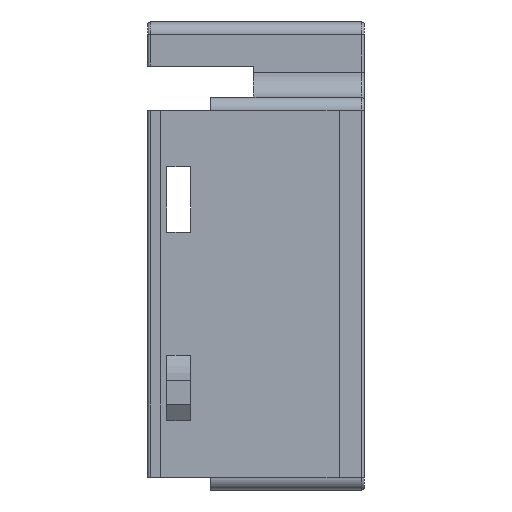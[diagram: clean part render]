
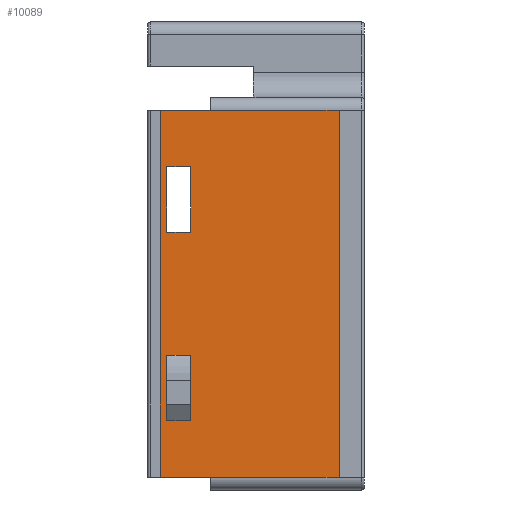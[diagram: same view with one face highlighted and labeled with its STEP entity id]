
A CAD part, left-side view. The second image highlights one B-rep face of the part: STEP entity #10089.
In plain terms, the highlighted planar face has unit normal (-1, 0, 0).
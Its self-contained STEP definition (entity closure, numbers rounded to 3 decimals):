
#3755=DIRECTION('',(0.,-1.,0.));
#3756=VECTOR('',#3755,1.9);
#3757=CARTESIAN_POINT('',(-17.25,7.1,-10.095));
#3758=LINE('',#3757,#3756);
#3762=DIRECTION('',(0.,0.,1.));
#3763=VECTOR('',#3762,5.2);
#3764=CARTESIAN_POINT('',(-17.25,5.2,-10.095));
#3765=LINE('',#3764,#3763);
#3769=DIRECTION('',(0.,1.,0.));
#3770=VECTOR('',#3769,1.9);
#3771=CARTESIAN_POINT('',(-17.25,5.2,-4.895));
#3772=LINE('',#3771,#3770);
#3776=DIRECTION('',(0.,0.,-1.));
#3777=VECTOR('',#3776,5.2);
#3778=CARTESIAN_POINT('',(-17.25,7.1,-4.895));
#3779=LINE('',#3778,#3777);
#3783=DIRECTION('',(0.,-1.,0.));
#3784=VECTOR('',#3783,1.9);
#3785=CARTESIAN_POINT('',(-17.25,7.1,4.895));
#3786=LINE('',#3785,#3784);
#3790=DIRECTION('',(0.,0.,1.));
#3791=VECTOR('',#3790,5.2);
#3792=CARTESIAN_POINT('',(-17.25,5.2,4.895));
#3793=LINE('',#3792,#3791);
#3797=DIRECTION('',(0.,1.,0.));
#3798=VECTOR('',#3797,1.9);
#3799=CARTESIAN_POINT('',(-17.25,5.2,10.095));
#3800=LINE('',#3799,#3798);
#3804=DIRECTION('',(0.,0.,-1.));
#3805=VECTOR('',#3804,5.2);
#3806=CARTESIAN_POINT('',(-17.25,7.1,10.095));
#3807=LINE('',#3806,#3805);
#3811=DIRECTION('',(0.,-1.,0.));
#3812=VECTOR('',#3811,4.);
#3813=CARTESIAN_POINT('',(-17.25,7.6,14.58));
#3814=LINE('',#3813,#3812);
#3818=DIRECTION('',(0.,0.,1.));
#3819=VECTOR('',#3818,0.02);
#3820=CARTESIAN_POINT('',(-17.25,3.6,14.58));
#3821=LINE('',#3820,#3819);
#3825=DIRECTION('',(0.,1.,0.));
#3826=VECTOR('',#3825,10.2);
#3827=CARTESIAN_POINT('',(-17.25,-6.6,14.6));
#3828=LINE('',#3827,#3826);
#3832=DIRECTION('',(0.,0.,1.));
#3833=VECTOR('',#3832,29.2);
#3834=CARTESIAN_POINT('',(-17.25,-6.6,-14.6));
#3835=LINE('',#3834,#3833);
#3839=DIRECTION('',(0.,-1.,0.));
#3840=VECTOR('',#3839,10.2);
#3841=CARTESIAN_POINT('',(-17.25,3.6,-14.6));
#3842=LINE('',#3841,#3840);
#3846=DIRECTION('',(0.,0.,1.));
#3847=VECTOR('',#3846,0.02);
#3848=CARTESIAN_POINT('',(-17.25,3.6,-14.6));
#3849=LINE('',#3848,#3847);
#3853=DIRECTION('',(0.,-1.,0.));
#3854=VECTOR('',#3853,4.);
#3855=CARTESIAN_POINT('',(-17.25,7.6,-14.58));
#3856=LINE('',#3855,#3854);
#3860=DIRECTION('',(0.,0.,-1.));
#3861=VECTOR('',#3860,29.16);
#3862=CARTESIAN_POINT('',(-17.25,7.6,14.58));
#3863=LINE('',#3862,#3861);
#7755=CARTESIAN_POINT('',(-17.25,-6.6,-14.6));
#7756=CARTESIAN_POINT('',(-17.25,-6.6,14.6));
#7757=VERTEX_POINT('',#7755);
#7758=VERTEX_POINT('',#7756);
#7779=CARTESIAN_POINT('',(-17.25,7.1,-10.095));
#7780=CARTESIAN_POINT('',(-17.25,5.2,-10.095));
#7781=VERTEX_POINT('',#7779);
#7782=VERTEX_POINT('',#7780);
#7783=CARTESIAN_POINT('',(-17.25,5.2,-4.895));
#7784=VERTEX_POINT('',#7783);
#7785=CARTESIAN_POINT('',(-17.25,7.1,-4.895));
#7786=VERTEX_POINT('',#7785);
#7787=CARTESIAN_POINT('',(-17.25,7.1,4.895));
#7788=CARTESIAN_POINT('',(-17.25,5.2,4.895));
#7789=VERTEX_POINT('',#7787);
#7790=VERTEX_POINT('',#7788);
#7791=CARTESIAN_POINT('',(-17.25,5.2,10.095));
#7792=VERTEX_POINT('',#7791);
#7793=CARTESIAN_POINT('',(-17.25,7.1,10.095));
#7794=VERTEX_POINT('',#7793);
#8351=CARTESIAN_POINT('',(-17.25,7.6,14.58));
#8352=CARTESIAN_POINT('',(-17.25,3.6,14.58));
#8353=VERTEX_POINT('',#8351);
#8354=VERTEX_POINT('',#8352);
#8355=CARTESIAN_POINT('',(-17.25,7.6,-14.58));
#8356=CARTESIAN_POINT('',(-17.25,3.6,-14.58));
#8357=VERTEX_POINT('',#8355);
#8358=VERTEX_POINT('',#8356);
#8359=CARTESIAN_POINT('',(-17.25,3.6,-14.6));
#8360=VERTEX_POINT('',#8359);
#8361=CARTESIAN_POINT('',(-17.25,3.6,14.6));
#8362=VERTEX_POINT('',#8361);
#10052=CARTESIAN_POINT('',(-17.25,-8.6,0.));
#10053=DIRECTION('',(-1.,0.,0.));
#10054=DIRECTION('',(0.,0.,1.));
#10055=AXIS2_PLACEMENT_3D('',#10052,#10053,#10054);
#10056=PLANE('',#10055);
#10058=ORIENTED_EDGE('',*,*,#10057,.T.);
#10059=ORIENTED_EDGE('',*,*,#9927,.T.);
#10061=ORIENTED_EDGE('',*,*,#10060,.F.);
#10063=ORIENTED_EDGE('',*,*,#10062,.F.);
#10065=ORIENTED_EDGE('',*,*,#10064,.F.);
#10066=ORIENTED_EDGE('',*,*,#9899,.T.);
#10068=ORIENTED_EDGE('',*,*,#10067,.F.);
#10070=ORIENTED_EDGE('',*,*,#10069,.F.);
#10071=EDGE_LOOP('',(#10058,#10059,#10061,#10063,#10065,#10066,#10068,#10070));
#10072=FACE_OUTER_BOUND('',#10071,.F.);
#10074=ORIENTED_EDGE('',*,*,#10073,.T.);
#10076=ORIENTED_EDGE('',*,*,#10075,.T.);
#10078=ORIENTED_EDGE('',*,*,#10077,.T.);
#10080=ORIENTED_EDGE('',*,*,#10079,.T.);
#10081=EDGE_LOOP('',(#10074,#10076,#10078,#10080));
#10082=FACE_BOUND('',#10081,.F.);
#10083=ORIENTED_EDGE('',*,*,#10004,.T.);
#10084=ORIENTED_EDGE('',*,*,#10019,.T.);
#10085=ORIENTED_EDGE('',*,*,#10033,.T.);
#10086=ORIENTED_EDGE('',*,*,#10046,.T.);
#10087=EDGE_LOOP('',(#10083,#10084,#10085,#10086));
#10088=FACE_BOUND('',#10087,.F.);
#9899=EDGE_CURVE('',#8360,#8358,#3849,.T.);
#9927=EDGE_CURVE('',#8354,#8362,#3821,.T.);
#10004=EDGE_CURVE('',#7781,#7782,#3758,.T.);
#10019=EDGE_CURVE('',#7782,#7784,#3765,.T.);
#10033=EDGE_CURVE('',#7784,#7786,#3772,.T.);
#10046=EDGE_CURVE('',#7786,#7781,#3779,.T.);
#10057=EDGE_CURVE('',#8353,#8354,#3814,.T.);
#10060=EDGE_CURVE('',#7758,#8362,#3828,.T.);
#10062=EDGE_CURVE('',#7757,#7758,#3835,.T.);
#10064=EDGE_CURVE('',#8360,#7757,#3842,.T.);
#10067=EDGE_CURVE('',#8357,#8358,#3856,.T.);
#10069=EDGE_CURVE('',#8353,#8357,#3863,.T.);
#10073=EDGE_CURVE('',#7789,#7790,#3786,.T.);
#10075=EDGE_CURVE('',#7790,#7792,#3793,.T.);
#10077=EDGE_CURVE('',#7792,#7794,#3800,.T.);
#10079=EDGE_CURVE('',#7794,#7789,#3807,.T.);
#10089=ADVANCED_FACE('',(#10072,#10082,#10088),#10056,.T.);
